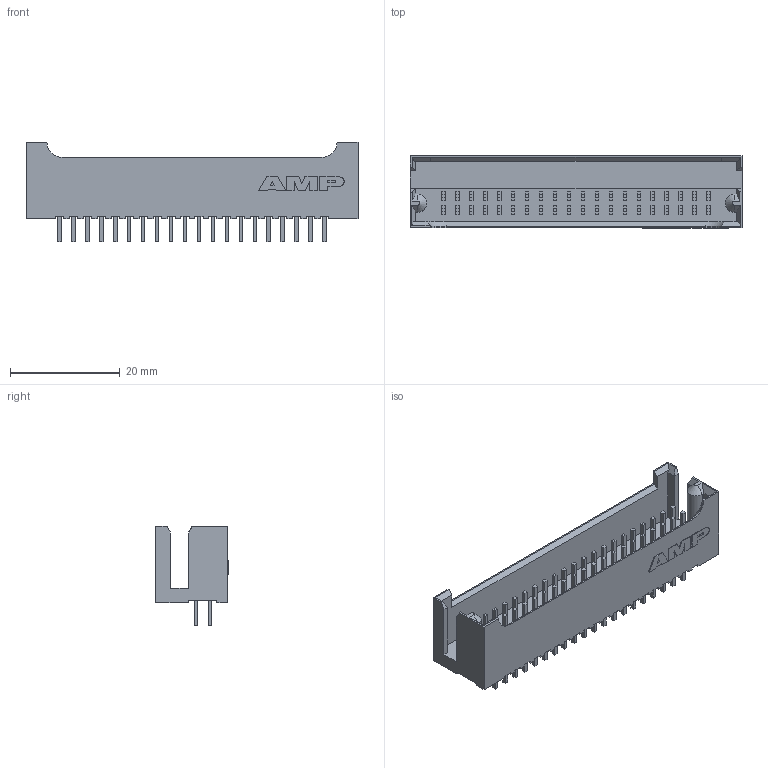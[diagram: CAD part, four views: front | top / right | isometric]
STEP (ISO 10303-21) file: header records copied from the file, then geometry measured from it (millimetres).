
FILE_DESCRIPTION((''),'2;1');
FILE_NAME('C-6-102567-2','2009-04-27T',('workeradm'),('Tyco Electronics Corporation'),'PRO/ENGINEER BY PARAMETRIC TECHNOLOGY CORPORATION, 2007390','PRO/ENGINEER BY PARAMETRIC TECHNOLOGY CORPORATION, 2007390','');
FILE_SCHEMA(('AUTOMOTIVE_DESIGN { 1 0 10303 214 1 1 1 1 }'));
Length unit declared in the file: millimetre
Products named in the file (1): C-6-102567-2
Bounding box: 60.45 x 13.21 x 18.16 mm (x, y, z)
Volume: 3670.6 mm3; surface area: 5871.6 mm2
Topology: 1 solids, 1 shells, 822 faces, 2190 edges, 1455 vertices
Faces by surface type: plane 811, cylinder 5, cone 4, extrusion 2
Entity records: 25143 total; most frequent: CARTESIAN_POINT 4516, ORIENTED_EDGE 4380, DIRECTION 3840, EDGE_CURVE 2190, VECTOR 2172, LINE 2170, VERTEX_POINT 1455, EDGE_LOOP 907
